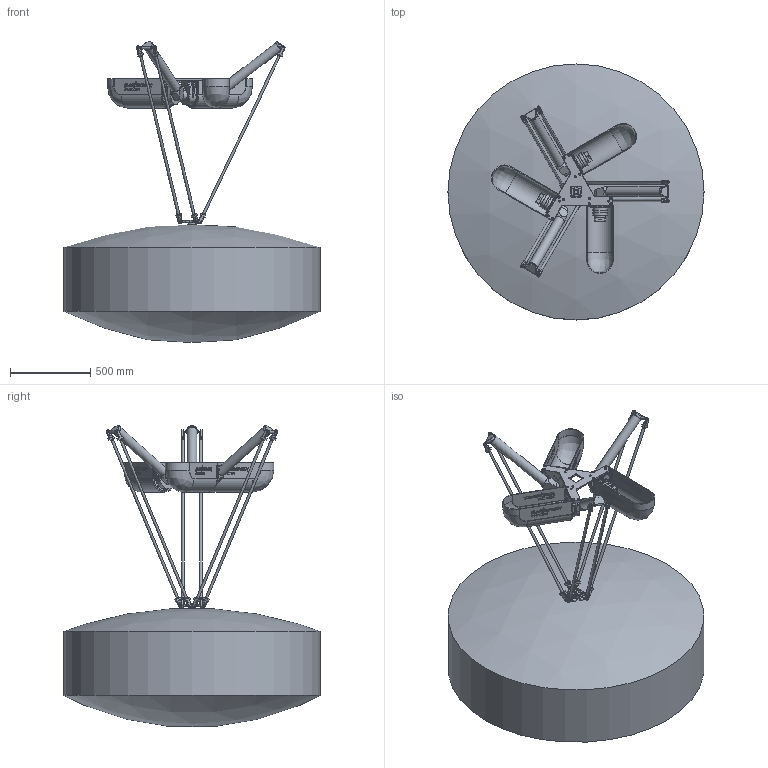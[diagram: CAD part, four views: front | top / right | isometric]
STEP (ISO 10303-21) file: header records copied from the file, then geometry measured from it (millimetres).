
FILE_DESCRIPTION(/* description */ ('Norm.iam Teamplte'),/* implementation_level */ '2;1');
FILE_NAME(/* name */ '3D-model_AL_00007-HND.stp',/* time_stamp */ '2025-06-02T11:58:06+02:00',/* author */ ('michael.schutter'),/* organization */ (''),/* preprocessor_version */ 'ST-DEVELOPER v19.2',/* originating_system */ 'Autodesk Inventor 2023',/* authorisation */ '');
FILE_SCHEMA (('AUTOMOTIVE_DESIGN { 1 0 10303 214 3 1 1 }'));
Length unit declared in the file: millimetre
Products named in the file (10): AL_00007-HND_DUMMY DELTA Robotermechanik RL3-1600-3kg; MT_BGR00109441 Dummy Roboterbasis; MT_BGR00105008 Dummy Roboterbasis; MT_WST00111151 n/a; MT_WST00111188 Getriebe; MT_BGR00106488 Gehäuse; MT_WST00111185 Oberarm; MT_WST00111155 Werkzeugträger; MT_WST00117181 Unterarm; MT_WST00110533
Assembly tree (20 placements, depth 4):
  AL_00007-HND_DUMMY DELTA Robotermechanik RL3-1600-3kg
    MT_BGR00109441 Dummy Roboterbasis
      MT_BGR00105008 Dummy Roboterbasis
        MT_WST00111151 n/a
        MT_WST00111188 Getriebe  x3
      MT_BGR00106488 Gehäuse  x3
    MT_WST00111185 Oberarm  x3
    MT_WST00111155 Werkzeugträger
    MT_WST00117181 Unterarm  x6
    MT_WST00110533
Bounding box: 1600 x 1600 x 1881.24 mm (x, y, z)
Volume: 1170907079.5 mm3; surface area: 8863076.5 mm2
Topology: 18 solids, 60 shells, 4223 faces, 9974 edges, 6275 vertices
Faces by surface type: plane 2185, cylinder 1118, cone 552, bspline 162, torus 123, sphere 83
Full cylindrical faces by diameter (mm): 3.242 x21, 4 x21, 4.134 x12, 4.3 x21, 4.917 x37, 5.5 x93, 5.8 x4, 6 x4, 6.5 x21, 6.647 x9, 7 x45, 9 x21, 9.66 x3, 9.8 x3, 10 x3, 10.106 x12, 12 x1, 13.5 x12, 14 x3, 16 x6, 17 x3, 18 x3, 19 x3, 22 x12, 25 x1, 30 x1, 50 x1, 55 x3, 60 x3, 61 x3
Entity records: 73265 total; most frequent: CARTESIAN_POINT 23341, DIRECTION 10146, ORIENTED_EDGE 9742, EDGE_CURVE 4871, AXIS2_PLACEMENT_3D 3550, VERTEX_POINT 3122, LINE 3046, VECTOR 3046
